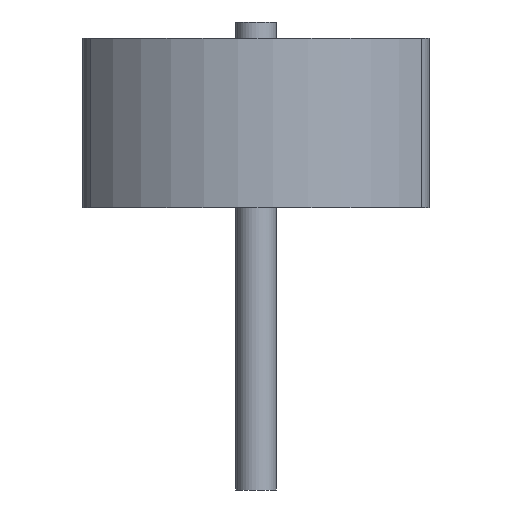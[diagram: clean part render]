
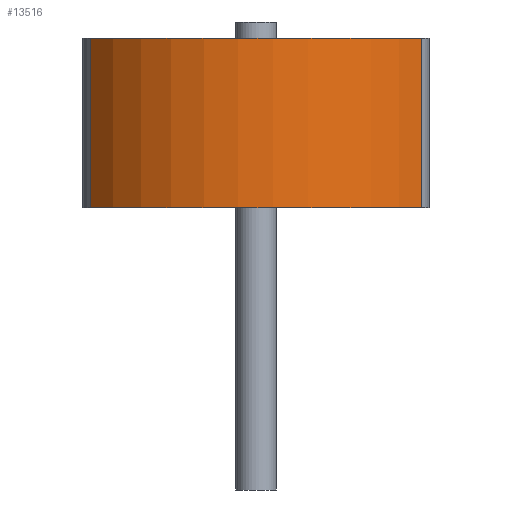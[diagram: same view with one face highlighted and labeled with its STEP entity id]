
A CAD part, front view. The second image highlights one B-rep face of the part: STEP entity #13516.
In plain terms, the highlighted cylindrical face has radius 2.55 mm (diameter 5.1 mm), a partial arc.
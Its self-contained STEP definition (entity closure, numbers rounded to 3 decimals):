
#80 = ORIENTED_EDGE ( 'NONE', *, *, #6696, .T. ) ;
#532 = CYLINDRICAL_SURFACE ( 'NONE', #10130, 2.55 ) ;
#1584 = VECTOR ( 'NONE', #7918, 1000. ) ;
#1594 = LINE ( 'NONE', #5999, #8390 ) ;
#1840 = VERTEX_POINT ( 'NONE', #12672 ) ;
#2782 = EDGE_CURVE ( 'NONE', #6968, #1840, #7843, .T. ) ;
#2959 = DIRECTION ( 'NONE',  ( 1., 0., 0. ) ) ;
#3044 = DIRECTION ( 'NONE',  ( 0., 0., -1. ) ) ;
#3308 = CIRCLE ( 'NONE', #11318, 2.55 ) ;
#3905 = AXIS2_PLACEMENT_3D ( 'NONE', #11466, #3953, #2959 ) ;
#3953 = DIRECTION ( 'NONE',  ( 0., 0., 1. ) ) ;
#4032 = CARTESIAN_POINT ( 'NONE',  ( 0., 0., 2.1 ) ) ;
#5843 = FACE_OUTER_BOUND ( 'NONE', #13171, .T. ) ;
#5999 = CARTESIAN_POINT ( 'NONE',  ( 2.052, -1.513, 2.1 ) ) ;
#6112 = ORIENTED_EDGE ( 'NONE', *, *, #12507, .F. ) ;
#6257 = ORIENTED_EDGE ( 'NONE', *, *, #2782, .T. ) ;
#6696 = EDGE_CURVE ( 'NONE', #1840, #8587, #3308, .T. ) ;
#6968 = VERTEX_POINT ( 'NONE', #7274 ) ;
#7274 = CARTESIAN_POINT ( 'NONE',  ( -2.052, -1.513, 2.101 ) ) ;
#7342 = EDGE_CURVE ( 'NONE', #8587, #9624, #1594, .T. ) ;
#7421 = DIRECTION ( 'NONE',  ( 1., 0., 0. ) ) ;
#7843 = LINE ( 'NONE', #11290, #1584 ) ;
#7918 = DIRECTION ( 'NONE',  ( 0., 0., -1. ) ) ;
#8390 = VECTOR ( 'NONE', #13236, 1000. ) ;
#8587 = VERTEX_POINT ( 'NONE', #10324 ) ;
#9548 = CARTESIAN_POINT ( 'NONE',  ( 0., 0., 0. ) ) ;
#9624 = VERTEX_POINT ( 'NONE', #12607 ) ;
#10130 = AXIS2_PLACEMENT_3D ( 'NONE', #4032, #3044, #11614 ) ;
#10324 = CARTESIAN_POINT ( 'NONE',  ( 2.052, -1.513, 0. ) ) ;
#10616 = CIRCLE ( 'NONE', #3905, 2.55 ) ;
#10661 = DIRECTION ( 'NONE',  ( 0., 0., 1. ) ) ;
#11290 = CARTESIAN_POINT ( 'NONE',  ( -2.052, -1.513, 2.1 ) ) ;
#11318 = AXIS2_PLACEMENT_3D ( 'NONE', #9548, #10661, #7421 ) ;
#11466 = CARTESIAN_POINT ( 'NONE',  ( 0., 0., 2.101 ) ) ;
#11614 = DIRECTION ( 'NONE',  ( -1., 0., 0. ) ) ;
#11680 = ORIENTED_EDGE ( 'NONE', *, *, #7342, .T. ) ;
#12507 = EDGE_CURVE ( 'NONE', #6968, #9624, #10616, .T. ) ;
#12607 = CARTESIAN_POINT ( 'NONE',  ( 2.052, -1.513, 2.101 ) ) ;
#12672 = CARTESIAN_POINT ( 'NONE',  ( -2.052, -1.513, 0. ) ) ;
#13171 = EDGE_LOOP ( 'NONE', ( #80, #11680, #6112, #6257 ) ) ;
#13236 = DIRECTION ( 'NONE',  ( 0., 0., 1. ) ) ;
#13516 = ADVANCED_FACE ( 'NONE', ( #5843 ), #532, .T. ) ;
